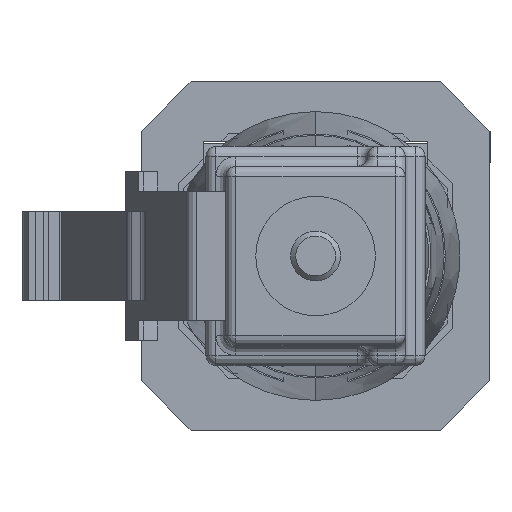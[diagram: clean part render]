
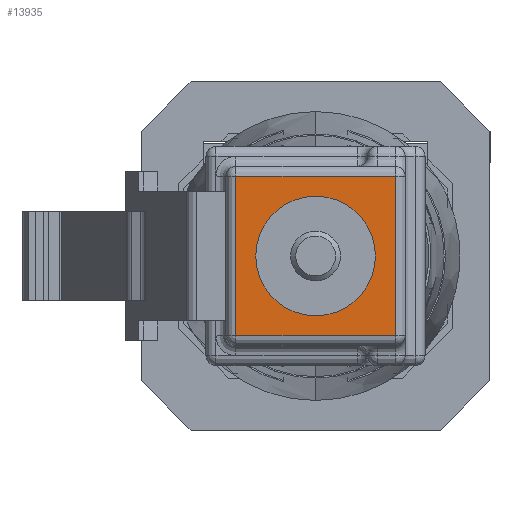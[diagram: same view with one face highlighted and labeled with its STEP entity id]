
A CAD part, left-side view. The second image highlights one B-rep face of the part: STEP entity #13935.
In plain terms, the highlighted face is planar.
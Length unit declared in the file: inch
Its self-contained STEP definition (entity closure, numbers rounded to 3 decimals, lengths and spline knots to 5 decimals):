
#345 = VECTOR ( 'NONE', #4119, 39.37008 ) ;
#535 = VERTEX_POINT ( 'NONE', #8312 ) ;
#1328 = LINE ( 'NONE', #10416, #2480 ) ;
#1365 = CARTESIAN_POINT ( 'NONE',  ( 0.09, 0., 0.09 ) ) ;
#1507 = DIRECTION ( 'NONE',  ( 0., 0., -1. ) ) ;
#1564 = CARTESIAN_POINT ( 'NONE',  ( -0.08, 0., -0.08 ) ) ;
#1662 = CARTESIAN_POINT ( 'NONE',  ( 0., 0., 0. ) ) ;
#2148 = VERTEX_POINT ( 'NONE', #11127 ) ;
#2296 = ORIENTED_EDGE ( 'NONE', *, *, #9906, .T. ) ;
#2480 = VECTOR ( 'NONE', #7658, 39.37008 ) ;
#3529 = CARTESIAN_POINT ( 'NONE',  ( 0.08, 0., 0.09 ) ) ;
#3640 = DIRECTION ( 'NONE',  ( 0., 0., -1. ) ) ;
#4119 = DIRECTION ( 'NONE',  ( -1., 0., 0. ) ) ;
#4667 = VECTOR ( 'NONE', #3640, 39.37008 ) ;
#5404 = LINE ( 'NONE', #15657, #345 ) ;
#5521 = FACE_BOUND ( 'NONE', #16026, .T. ) ;
#5960 = VECTOR ( 'NONE', #8409, 39.37008 ) ;
#6611 = FACE_OUTER_BOUND ( 'NONE', #13000, .T. ) ;
#7054 = ORIENTED_EDGE ( 'NONE', *, *, #12483, .T. ) ;
#7085 = ORIENTED_EDGE ( 'NONE', *, *, #8152, .T. ) ;
#7484 = LINE ( 'NONE', #3529, #5960 ) ;
#7658 = DIRECTION ( 'NONE',  ( 1., 0., 0. ) ) ;
#8152 = EDGE_CURVE ( 'NONE', #12359, #2148, #7484, .T. ) ;
#8312 = CARTESIAN_POINT ( 'NONE',  ( 0., 0., -0.06 ) ) ;
#8409 = DIRECTION ( 'NONE',  ( 0., 0., 1. ) ) ;
#8966 = CIRCLE ( 'NONE', #13831, 0.06 ) ;
#9906 = EDGE_CURVE ( 'NONE', #2148, #12975, #5404, .T. ) ;
#10379 = DIRECTION ( 'NONE',  ( 0., 0., -1. ) ) ;
#10416 = CARTESIAN_POINT ( 'NONE',  ( 0.09, 0., -0.08 ) ) ;
#10776 = EDGE_CURVE ( 'NONE', #12975, #16576, #11049, .T. ) ;
#11049 = LINE ( 'NONE', #13830, #4667 ) ;
#11075 = EDGE_CURVE ( 'NONE', #535, #535, #8966, .T. ) ;
#11127 = CARTESIAN_POINT ( 'NONE',  ( 0.08, 0., 0.08 ) ) ;
#11717 = DIRECTION ( 'NONE',  ( 0., -1., 0. ) ) ;
#11718 = CARTESIAN_POINT ( 'NONE',  ( 0.08, 0., -0.08 ) ) ;
#11943 = DIRECTION ( 'NONE',  ( 0., -1., 0. ) ) ;
#12359 = VERTEX_POINT ( 'NONE', #11718 ) ;
#12483 = EDGE_CURVE ( 'NONE', #16576, #12359, #1328, .T. ) ;
#12975 = VERTEX_POINT ( 'NONE', #14427 ) ;
#13000 = EDGE_LOOP ( 'NONE', ( #7085, #2296, #15935, #7054 ) ) ;
#13073 = PLANE ( 'NONE',  #14384 ) ;
#13830 = CARTESIAN_POINT ( 'NONE',  ( -0.08, 0., -0.09 ) ) ;
#13831 = AXIS2_PLACEMENT_3D ( 'NONE', #1662, #11943, #1507 ) ;
#13935 = ADVANCED_FACE ( 'Face3', ( #6611, #5521 ), #13073, .T. ) ;
#14384 = AXIS2_PLACEMENT_3D ( 'NONE', #1365, #11717, #10379 ) ;
#14427 = CARTESIAN_POINT ( 'NONE',  ( -0.08, 0., 0.08 ) ) ;
#14437 = ORIENTED_EDGE ( 'NONE', *, *, #11075, .F. ) ;
#15657 = CARTESIAN_POINT ( 'NONE',  ( -0.09, 0., 0.08 ) ) ;
#15935 = ORIENTED_EDGE ( 'NONE', *, *, #10776, .T. ) ;
#16026 = EDGE_LOOP ( 'NONE', ( #14437 ) ) ;
#16576 = VERTEX_POINT ( 'NONE', #1564 ) ;
